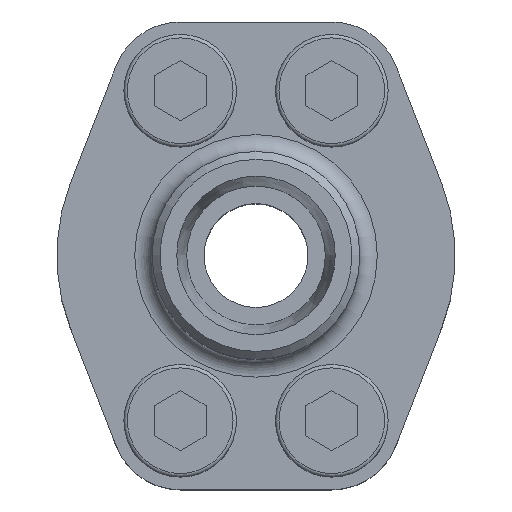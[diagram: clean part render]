
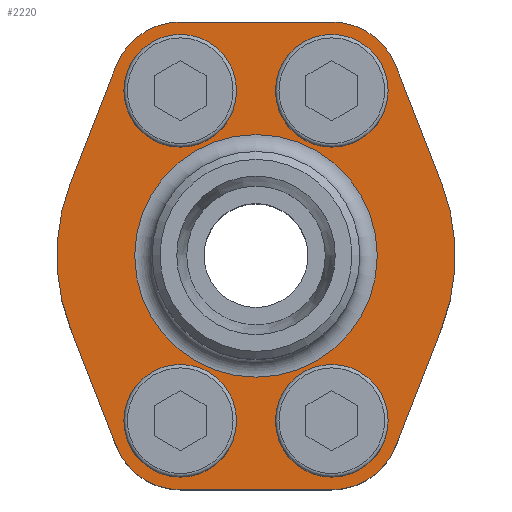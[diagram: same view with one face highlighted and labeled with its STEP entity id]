
A CAD part, top view. The second image highlights one B-rep face of the part: STEP entity #2220.
In plain terms, the highlighted planar face has unit normal (0, 0, 1).
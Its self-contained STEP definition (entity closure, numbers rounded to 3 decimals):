
#45=LINE('',#3031,#141);
#49=LINE('',#3041,#145);
#52=LINE('',#3049,#148);
#55=LINE('',#3057,#151);
#58=LINE('',#3065,#154);
#61=LINE('',#3073,#157);
#141=VECTOR('',#2554,1000.);
#145=VECTOR('',#2564,1000.);
#148=VECTOR('',#2573,1000.);
#151=VECTOR('',#2582,1000.);
#154=VECTOR('',#2591,1000.);
#157=VECTOR('',#2600,1000.);
#238=PLANE('',#2361);
#370=ORIENTED_EDGE('',*,*,#692,.F.);
#371=ORIENTED_EDGE('',*,*,#693,.F.);
#372=ORIENTED_EDGE('',*,*,#694,.F.);
#373=ORIENTED_EDGE('',*,*,#695,.F.);
#374=ORIENTED_EDGE('',*,*,#696,.T.);
#375=ORIENTED_EDGE('',*,*,#665,.T.);
#376=ORIENTED_EDGE('',*,*,#668,.T.);
#377=ORIENTED_EDGE('',*,*,#670,.T.);
#378=ORIENTED_EDGE('',*,*,#672,.T.);
#379=ORIENTED_EDGE('',*,*,#674,.T.);
#380=ORIENTED_EDGE('',*,*,#676,.T.);
#381=ORIENTED_EDGE('',*,*,#678,.T.);
#382=ORIENTED_EDGE('',*,*,#680,.T.);
#383=ORIENTED_EDGE('',*,*,#682,.T.);
#384=ORIENTED_EDGE('',*,*,#684,.T.);
#385=ORIENTED_EDGE('',*,*,#686,.T.);
#386=ORIENTED_EDGE('',*,*,#691,.T.);
#665=EDGE_CURVE('',#841,#840,#45,.T.);
#668=EDGE_CURVE('',#840,#842,#974,.T.);
#670=EDGE_CURVE('',#842,#843,#49,.T.);
#672=EDGE_CURVE('',#843,#844,#975,.T.);
#674=EDGE_CURVE('',#844,#845,#52,.T.);
#676=EDGE_CURVE('',#845,#846,#976,.T.);
#678=EDGE_CURVE('',#846,#847,#55,.T.);
#680=EDGE_CURVE('',#847,#848,#977,.T.);
#682=EDGE_CURVE('',#848,#849,#58,.T.);
#684=EDGE_CURVE('',#849,#850,#978,.T.);
#686=EDGE_CURVE('',#850,#851,#61,.T.);
#691=EDGE_CURVE('',#851,#841,#983,.T.);
#692=EDGE_CURVE('',#856,#856,#984,.T.);
#693=EDGE_CURVE('',#857,#857,#985,.T.);
#694=EDGE_CURVE('',#858,#858,#986,.T.);
#695=EDGE_CURVE('',#859,#859,#987,.T.);
#696=EDGE_CURVE('',#860,#860,#988,.T.);
#840=VERTEX_POINT('',#3030);
#841=VERTEX_POINT('',#3032);
#842=VERTEX_POINT('',#3036);
#843=VERTEX_POINT('',#3040);
#844=VERTEX_POINT('',#3044);
#845=VERTEX_POINT('',#3048);
#846=VERTEX_POINT('',#3052);
#847=VERTEX_POINT('',#3056);
#848=VERTEX_POINT('',#3060);
#849=VERTEX_POINT('',#3064);
#850=VERTEX_POINT('',#3068);
#851=VERTEX_POINT('',#3072);
#856=VERTEX_POINT('',#3090);
#857=VERTEX_POINT('',#3092);
#858=VERTEX_POINT('',#3094);
#859=VERTEX_POINT('',#3096);
#860=VERTEX_POINT('',#3098);
#974=CIRCLE('',#2337,23.);
#975=CIRCLE('',#2340,7.95);
#976=CIRCLE('',#2343,7.95);
#977=CIRCLE('',#2346,23.);
#978=CIRCLE('',#2349,7.95);
#983=CIRCLE('',#2360,7.95);
#984=CIRCLE('',#2362,6.35);
#985=CIRCLE('',#2363,6.35);
#986=CIRCLE('',#2364,6.35);
#987=CIRCLE('',#2365,6.35);
#988=CIRCLE('',#2366,14.);
#1071=EDGE_LOOP('',(#370));
#1072=EDGE_LOOP('',(#371));
#1073=EDGE_LOOP('',(#372));
#1074=EDGE_LOOP('',(#373));
#1075=EDGE_LOOP('',(#374));
#1076=EDGE_LOOP('',(#375,#376,#377,#378,#379,#380,#381,#382,#383,#384,#385,
#386));
#1253=FACE_BOUND('',#1071,.T.);
#1254=FACE_BOUND('',#1072,.T.);
#1255=FACE_BOUND('',#1073,.T.);
#1256=FACE_BOUND('',#1074,.T.);
#1257=FACE_BOUND('',#1075,.T.);
#1258=FACE_BOUND('',#1076,.T.);
#2220=ADVANCED_FACE('',(#1253,#1254,#1255,#1256,#1257,#1258),#238,.T.);
#2337=AXIS2_PLACEMENT_3D('',#3037,#2559,#2560);
#2340=AXIS2_PLACEMENT_3D('',#3045,#2568,#2569);
#2343=AXIS2_PLACEMENT_3D('',#3053,#2577,#2578);
#2346=AXIS2_PLACEMENT_3D('',#3061,#2586,#2587);
#2349=AXIS2_PLACEMENT_3D('',#3069,#2595,#2596);
#2360=AXIS2_PLACEMENT_3D('',#3087,#2619,#2620);
#2361=AXIS2_PLACEMENT_3D('',#3088,#2621,#2622);
#2362=AXIS2_PLACEMENT_3D('',#3089,#2623,#2624);
#2363=AXIS2_PLACEMENT_3D('',#3091,#2625,#2626);
#2364=AXIS2_PLACEMENT_3D('',#3093,#2627,#2628);
#2365=AXIS2_PLACEMENT_3D('',#3095,#2629,#2630);
#2366=AXIS2_PLACEMENT_3D('',#3097,#2631,#2632);
#2554=DIRECTION('',(-0.362,-0.932,0.));
#2559=DIRECTION('',(0.,0.,1.));
#2560=DIRECTION('',(1.,0.,0.));
#2564=DIRECTION('',(0.362,-0.932,0.));
#2568=DIRECTION('',(0.,0.,1.));
#2569=DIRECTION('',(1.,0.,0.));
#2573=DIRECTION('',(1.,0.,0.));
#2577=DIRECTION('',(0.,0.,1.));
#2578=DIRECTION('',(1.,0.,0.));
#2582=DIRECTION('',(0.362,0.932,0.));
#2586=DIRECTION('',(0.,0.,1.));
#2587=DIRECTION('',(1.,0.,0.));
#2591=DIRECTION('',(-0.362,0.932,0.));
#2595=DIRECTION('',(0.,0.,1.));
#2596=DIRECTION('',(1.,0.,0.));
#2600=DIRECTION('',(-1.,0.,0.));
#2619=DIRECTION('',(0.,0.,1.));
#2620=DIRECTION('',(1.,0.,0.));
#2621=DIRECTION('',(0.,0.,1.));
#2622=DIRECTION('',(1.,0.,0.));
#2623=DIRECTION('',(0.,0.,1.));
#2624=DIRECTION('',(1.,0.,0.));
#2625=DIRECTION('',(0.,0.,1.));
#2626=DIRECTION('',(1.,0.,0.));
#2627=DIRECTION('',(0.,0.,1.));
#2628=DIRECTION('',(1.,0.,0.));
#2629=DIRECTION('',(0.,0.,1.));
#2630=DIRECTION('',(1.,0.,0.));
#2631=DIRECTION('',(0.,0.,-1.));
#2632=DIRECTION('',(-1.,0.,0.));
#3030=CARTESIAN_POINT('',(-21.442,8.322,16.));
#3031=CARTESIAN_POINT('',(-16.161,21.927,16.));
#3032=CARTESIAN_POINT('',(-16.161,21.927,16.));
#3036=CARTESIAN_POINT('',(-21.442,-8.322,16.));
#3037=CARTESIAN_POINT('',(0.,0.,16.));
#3040=CARTESIAN_POINT('',(-16.161,-21.927,16.));
#3041=CARTESIAN_POINT('',(-21.442,-8.322,16.));
#3044=CARTESIAN_POINT('',(-8.75,-27.,16.));
#3045=CARTESIAN_POINT('',(-8.75,-19.05,16.));
#3048=CARTESIAN_POINT('',(8.75,-27.,16.));
#3049=CARTESIAN_POINT('',(-8.75,-27.,16.));
#3052=CARTESIAN_POINT('',(16.161,-21.927,16.));
#3053=CARTESIAN_POINT('',(8.75,-19.05,16.));
#3056=CARTESIAN_POINT('',(21.442,-8.322,16.));
#3057=CARTESIAN_POINT('',(16.161,-21.927,16.));
#3060=CARTESIAN_POINT('',(21.442,8.322,16.));
#3061=CARTESIAN_POINT('',(0.,0.,16.));
#3064=CARTESIAN_POINT('',(16.161,21.927,16.));
#3065=CARTESIAN_POINT('',(21.442,8.322,16.));
#3068=CARTESIAN_POINT('',(8.75,27.,16.));
#3069=CARTESIAN_POINT('',(8.75,19.05,16.));
#3072=CARTESIAN_POINT('',(-8.75,27.,16.));
#3073=CARTESIAN_POINT('',(8.75,27.,16.));
#3087=CARTESIAN_POINT('',(-8.75,19.05,16.));
#3088=CARTESIAN_POINT('',(0.,0.,16.));
#3089=CARTESIAN_POINT('',(8.75,-19.05,16.));
#3090=CARTESIAN_POINT('',(15.1,-19.05,16.));
#3091=CARTESIAN_POINT('',(-8.75,-19.05,16.));
#3092=CARTESIAN_POINT('',(-2.4,-19.05,16.));
#3093=CARTESIAN_POINT('',(-8.75,19.05,16.));
#3094=CARTESIAN_POINT('',(-2.4,19.05,16.));
#3095=CARTESIAN_POINT('',(8.75,19.05,16.));
#3096=CARTESIAN_POINT('',(15.1,19.05,16.));
#3097=CARTESIAN_POINT('',(0.,0.,16.));
#3098=CARTESIAN_POINT('',(-14.,0.,16.));
